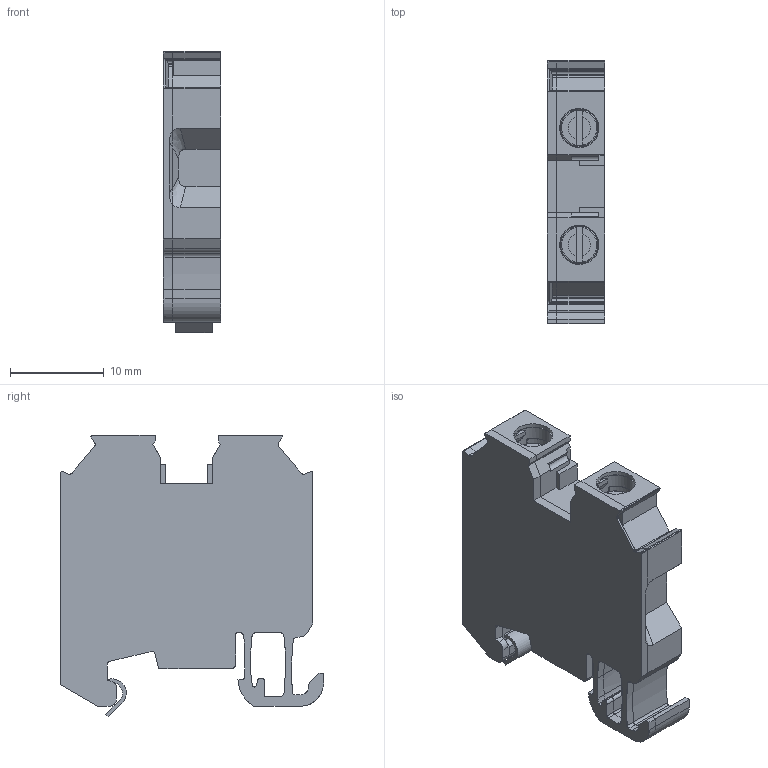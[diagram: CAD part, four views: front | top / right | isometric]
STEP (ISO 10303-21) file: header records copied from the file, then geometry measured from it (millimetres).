
FILE_DESCRIPTION(('CATIA V5 STEP Exchange','CAx-IF Rec.Pracs.--- Model Styling and Organization---1.4--- 2014-01-23'),'2;1');
FILE_NAME ('001913-3_3', '2022-09-05T06:36:42+00:00', ('none'), ('Weidmueller'), 'CATIA Version 5-6 Release 2016 SP3 HF44', 'CATIA V5 STEP AP214', 'none');
FILE_SCHEMA(('AUTOMOTIVE_DESIGN { 1 0 10303 214 1 1 1 1 }'));
Length unit declared in the file: millimetre
Products named in the file (1): 0380260000
Bounding box: 6.1 x 28.15 x 30.14 mm (x, y, z)
Volume: 3610.5 mm3; surface area: 3902.3 mm2
Topology: 5 solids, 5 shells, 488 faces, 1351 edges, 887 vertices
Faces by surface type: plane 227, cylinder 162, extrusion 51, torus 28, cone 12, bspline 8
Entity records: 16108 total; most frequent: CARTESIAN_POINT 4809, ORIENTED_EDGE 2702, DIRECTION 1664, EDGE_CURVE 1351, VECTOR 891, VERTEX_POINT 887, LINE 840, AXIS2_PLACEMENT_3D 549
